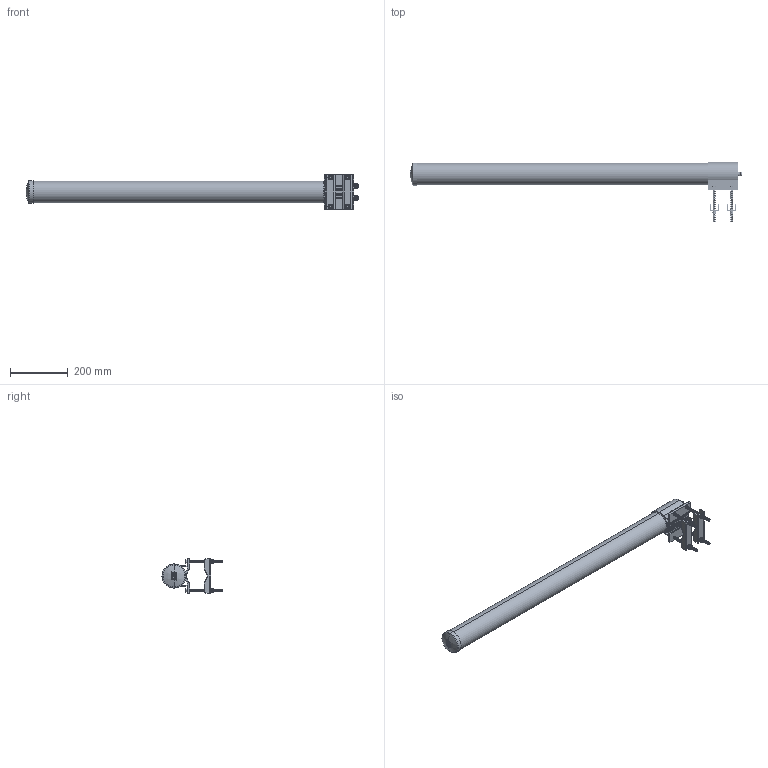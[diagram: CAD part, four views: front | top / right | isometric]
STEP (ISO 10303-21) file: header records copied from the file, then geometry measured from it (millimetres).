
FILE_DESCRIPTION (( 'STEP AP214' ), '1' );
FILE_NAME ('HG2413DPU.STEP', '2012-11-08T21:20:47', ( '' ), ( '' ), 'SwSTEP 2.0', 'SolidWorks 2012', '' );
FILE_SCHEMA (( 'AUTOMOTIVE_DESIGN' ));
Length unit declared in the file: inch
Products named in the file (7): HG2413DPU_Bracket; M8-1.25_HexNut; M8_LockWasher; M8_FlatWasher; M8-1.25x120mm; HG2413DPU_ANTENNA; HG2413DPU
Assembly tree (19 placements, depth 2):
  HG2413DPU
    HG2413DPU_ANTENNA
    M8-1.25x120mm  x4
    M8_FlatWasher  x4
    M8_LockWasher  x4
    M8-1.25_HexNut  x4
    HG2413DPU_Bracket  x2
Bounding box: 1146.17 x 207.3 x 117.91 mm (x, y, z)
Volume: 5236762.5 mm3; surface area: 373770.1 mm2
Topology: 19 solids, 19 shells, 3296 faces, 6883 edges, 3639 vertices
Faces by surface type: cone 2760, plane 316, cylinder 124, torus 88, sphere 8
Entity records: 44937 total; most frequent: DIRECTION 5690, CARTESIAN_POINT 5565, ORIENTED_EDGE 4830, EDGE_CURVE 2415, AXIS2_PLACEMENT_3D 2206, VERTEX_POINT 1337, VECTOR 1278, LINE 1278
